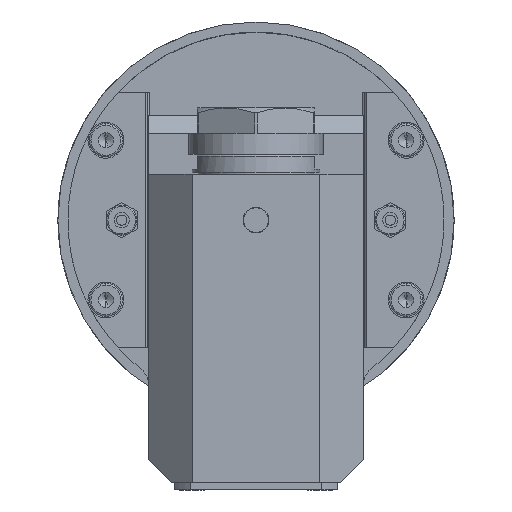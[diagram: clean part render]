
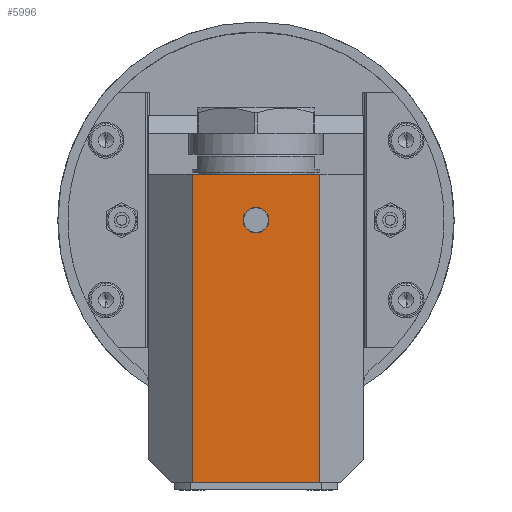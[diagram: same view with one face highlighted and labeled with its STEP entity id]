
A CAD part, left-side view. The second image highlights one B-rep face of the part: STEP entity #5996.
In plain terms, the highlighted planar face has unit normal (-1, 0, 0).
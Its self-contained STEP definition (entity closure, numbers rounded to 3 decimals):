
#1060=DIRECTION('',(0.,0.,-1.));
#1061=VECTOR('',#1060,120.5);
#1062=CARTESIAN_POINT('',(-119.,25.,18.));
#1063=LINE('',#1062,#1061);
#1064=DIRECTION('',(0.,1.,0.));
#1065=VECTOR('',#1064,50.);
#1066=CARTESIAN_POINT('',(-119.,-25.,18.));
#1067=LINE('',#1066,#1065);
#1068=DIRECTION('',(0.,0.,1.));
#1069=VECTOR('',#1068,120.5);
#1070=CARTESIAN_POINT('',(-119.,-25.,-102.5));
#1071=LINE('',#1070,#1069);
#1072=DIRECTION('',(0.,1.,0.));
#1073=VECTOR('',#1072,50.);
#1074=CARTESIAN_POINT('',(-119.,-25.,-102.5));
#1075=LINE('',#1074,#1073);
#1076=CARTESIAN_POINT('',(-119.,0.,0.));
#1077=DIRECTION('',(-1.,0.,0.));
#1078=DIRECTION('',(0.,1.,0.));
#1079=AXIS2_PLACEMENT_3D('',#1076,#1077,#1078);
#1081=CARTESIAN_POINT('',(-119.,0.,0.));
#1082=DIRECTION('',(-1.,0.,0.));
#1083=DIRECTION('',(0.,-1.,0.));
#1084=AXIS2_PLACEMENT_3D('',#1081,#1082,#1083);
#4084=CARTESIAN_POINT('',(-119.,25.,-102.5));
#4086=VERTEX_POINT('',#4084);
#4092=CARTESIAN_POINT('',(-119.,25.,18.));
#4093=VERTEX_POINT('',#4092);
#4094=CARTESIAN_POINT('',(-119.,-25.,18.));
#4096=VERTEX_POINT('',#4094);
#4101=CARTESIAN_POINT('',(-119.,-25.,-102.5));
#4103=VERTEX_POINT('',#4101);
#4138=CARTESIAN_POINT('',(-119.,5.,0.));
#4139=CARTESIAN_POINT('',(-119.,-5.,0.));
#4140=VERTEX_POINT('',#4138);
#4141=VERTEX_POINT('',#4139);
#5979=CARTESIAN_POINT('',(-119.,0.,0.));
#5980=DIRECTION('',(1.,0.,0.));
#5981=DIRECTION('',(0.,1.,0.));
#5982=AXIS2_PLACEMENT_3D('',#5979,#5980,#5981);
#5983=PLANE('',#5982);
#5984=ORIENTED_EDGE('',*,*,#5940,.F.);
#5985=ORIENTED_EDGE('',*,*,#5918,.F.);
#5986=ORIENTED_EDGE('',*,*,#5901,.F.);
#5987=ORIENTED_EDGE('',*,*,#5951,.T.);
#5988=EDGE_LOOP('',(#5984,#5985,#5986,#5987));
#5989=FACE_OUTER_BOUND('',#5988,.F.);
#5991=ORIENTED_EDGE('',*,*,#5990,.T.);
#5993=ORIENTED_EDGE('',*,*,#5992,.T.);
#5994=EDGE_LOOP('',(#5991,#5993));
#5995=FACE_BOUND('',#5994,.F.);
#5996=ADVANCED_FACE('',(#5989,#5995),#5983,.F.);
#1080=CIRCLE('',#1079,5.);
#1085=CIRCLE('',#1084,5.);
#5901=EDGE_CURVE('',#4103,#4096,#1071,.T.);
#5918=EDGE_CURVE('',#4096,#4093,#1067,.T.);
#5940=EDGE_CURVE('',#4093,#4086,#1063,.T.);
#5951=EDGE_CURVE('',#4103,#4086,#1075,.T.);
#5990=EDGE_CURVE('',#4140,#4141,#1080,.T.);
#5992=EDGE_CURVE('',#4141,#4140,#1085,.T.);
